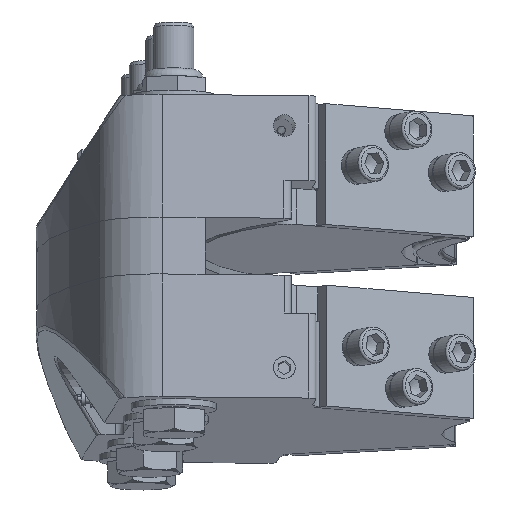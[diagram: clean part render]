
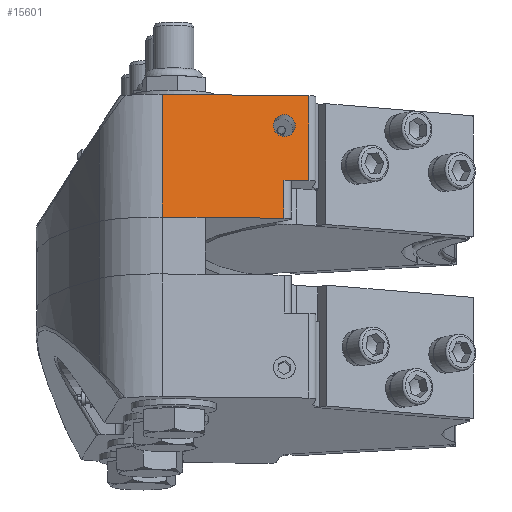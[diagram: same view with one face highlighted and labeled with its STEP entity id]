
A CAD part, left-side view. The second image highlights one B-rep face of the part: STEP entity #15601.
In plain terms, the highlighted planar face has unit normal (-0.99, -0.077, 0.122).
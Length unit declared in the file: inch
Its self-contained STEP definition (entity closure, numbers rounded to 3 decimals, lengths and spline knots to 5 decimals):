
#443=FACE_BOUND('',#3517,.T.);
#1740=PLANE('',#17298);
#2527=FACE_OUTER_BOUND('',#3516,.T.);
#3516=EDGE_LOOP('',(#14128,#14129,#14130,#14131,#14132,#14133,#14134,#14135));
#3517=EDGE_LOOP('',(#14136,#14137));
#3832=LINE('',#23185,#4859);
#4019=LINE('',#23991,#5046);
#4029=LINE('',#24034,#5056);
#4338=LINE('',#25921,#5365);
#4373=LINE('',#26115,#5400);
#4559=LINE('',#27259,#5586);
#4582=LINE('',#27455,#5609);
#4587=LINE('',#27464,#5614);
#4859=VECTOR('',#18372,0.3937);
#5046=VECTOR('',#19025,0.3937);
#5056=VECTOR('',#19075,0.3937);
#5365=VECTOR('',#20476,0.3937);
#5400=VECTOR('',#20635,0.3937);
#5586=VECTOR('',#21427,0.3937);
#5609=VECTOR('',#21560,0.3937);
#5614=VECTOR('',#21573,0.3937);
#6489=CIRCLE('',#17291,0.1695);
#6490=CIRCLE('',#17292,0.1695);
#6926=VERTEX_POINT('',#23182);
#6927=VERTEX_POINT('',#23184);
#7127=VERTEX_POINT('',#23972);
#7135=VERTEX_POINT('',#23990);
#7148=VERTEX_POINT('',#24033);
#7589=VERTEX_POINT('',#25919);
#7641=VERTEX_POINT('',#26112);
#7642=VERTEX_POINT('',#26114);
#7930=VERTEX_POINT('',#27447);
#7931=VERTEX_POINT('',#27448);
#8521=EDGE_CURVE('',#6927,#6926,#3832,.T.);
#8826=EDGE_CURVE('',#7135,#7127,#4019,.T.);
#8849=EDGE_CURVE('',#7148,#7135,#4029,.T.);
#9524=EDGE_CURVE('',#7127,#7589,#4338,.T.);
#9599=EDGE_CURVE('',#7642,#7641,#4373,.T.);
#10000=EDGE_CURVE('',#6926,#7148,#4559,.T.);
#10046=EDGE_CURVE('',#7930,#7931,#6489,.T.);
#10047=EDGE_CURVE('',#7931,#7930,#6490,.T.);
#10050=EDGE_CURVE('',#7642,#7589,#4582,.T.);
#10055=EDGE_CURVE('',#6927,#7641,#4587,.T.);
#14128=ORIENTED_EDGE('',*,*,#9599,.T.);
#14129=ORIENTED_EDGE('',*,*,#10055,.F.);
#14130=ORIENTED_EDGE('',*,*,#8521,.T.);
#14131=ORIENTED_EDGE('',*,*,#10000,.T.);
#14132=ORIENTED_EDGE('',*,*,#8849,.T.);
#14133=ORIENTED_EDGE('',*,*,#8826,.T.);
#14134=ORIENTED_EDGE('',*,*,#9524,.T.);
#14135=ORIENTED_EDGE('',*,*,#10050,.F.);
#14136=ORIENTED_EDGE('',*,*,#10046,.T.);
#14137=ORIENTED_EDGE('',*,*,#10047,.T.);
#15601=ADVANCED_FACE('',(#2527,#443),#1740,.T.);
#17291=AXIS2_PLACEMENT_3D('',#27449,#21550,#21551);
#17292=AXIS2_PLACEMENT_3D('',#27450,#21552,#21553);
#17298=AXIS2_PLACEMENT_3D('',#27463,#21571,#21572);
#18372=DIRECTION('',(-0.076,0.997,0.009));
#19025=DIRECTION('',(0.076,-0.997,-0.009));
#19075=DIRECTION('',(0.076,-0.997,-0.009));
#20476=DIRECTION('',(0.076,-0.997,-0.009));
#20635=DIRECTION('',(0.076,-0.997,-0.009));
#21427=DIRECTION('',(-0.122,0.,-0.992));
#21550=DIRECTION('center_axis',(0.99,0.077,-0.122));
#21551=DIRECTION('ref_axis',(0.122,0.,0.992));
#21552=DIRECTION('center_axis',(0.99,0.077,-0.122));
#21553=DIRECTION('ref_axis',(0.122,0.,0.992));
#21560=DIRECTION('',(-0.122,0.,-0.992));
#21571=DIRECTION('center_axis',(-0.99,-0.077,
0.122));
#21572=DIRECTION('ref_axis',(0.122,0.,0.992));
#21573=DIRECTION('',(-0.122,0.,-0.992));
#23182=CARTESIAN_POINT('',(-4.27396,6.02537,-1.48056));
#23184=CARTESIAN_POINT('',(-4.10109,3.76161,-1.5019));
#23185=CARTESIAN_POINT('',(-4.10109,3.76161,-1.5019));
#23972=CARTESIAN_POINT('',(-4.4573,5.36237,-3.38243));
#23990=CARTESIAN_POINT('',(-4.50789,6.02495,-3.37618));
#23991=CARTESIAN_POINT('',(-4.33506,3.76161,-3.39751));
#24033=CARTESIAN_POINT('',(-4.50792,6.02537,-3.37618));
#24034=CARTESIAN_POINT('',(-4.33506,3.76161,-3.39751));
#25919=CARTESIAN_POINT('',(-4.36436,4.14527,-3.3939));
#25921=CARTESIAN_POINT('',(-4.33506,3.76161,-3.39751));
#26112=CARTESIAN_POINT('',(-4.26279,3.76161,-2.81196));
#26114=CARTESIAN_POINT('',(-4.29208,4.14527,-2.80834));
#26115=CARTESIAN_POINT('',(-4.26279,3.76161,-2.81196));
#27259=CARTESIAN_POINT('',(-4.43565,6.02537,-2.79062));
#27447=CARTESIAN_POINT('',(-4.16683,4.14049,-1.79656));
#27448=CARTESIAN_POINT('',(-4.20836,4.14049,-2.13301));
#27449=CARTESIAN_POINT('Origin',(-4.1876,4.14049,-1.96479));
#27450=CARTESIAN_POINT('Origin',(-4.1876,4.14049,-1.96479));
#27455=CARTESIAN_POINT('',(-4.29208,4.14527,-2.80834));
#27463=CARTESIAN_POINT('Origin',(-4.23654,5.53545,-1.48518));
#27464=CARTESIAN_POINT('',(-4.10109,3.76161,-1.5019));
